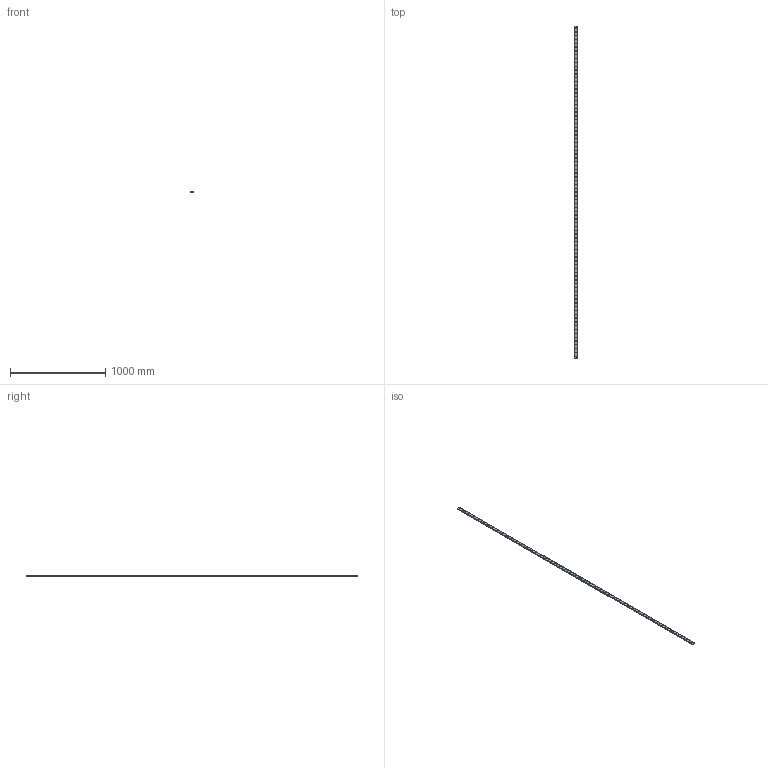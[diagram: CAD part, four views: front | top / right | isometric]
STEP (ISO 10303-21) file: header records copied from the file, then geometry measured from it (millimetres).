
FILE_DESCRIPTION(('STEP AP214'),'1');
FILE_NAME('cctmp_EA656A97-D872-481D-A032-17B542C82A30_2021_03_02_10_40_19_0632..stp','2021-03-02T09:40:20',('HIWIN GmbH'),('CADClick - www.CADClick.com'),'Spatial InterOp 3D',' ','unknown authorization');
FILE_SCHEMA(('AUTOMOTIVE_DESIGN'));
Length unit declared in the file: millimetre
Products named in the file (1): WER17R3480H_FILE
Bounding box: 33 x 3480 x 9.3 mm (x, y, z)
Volume: 961220.5 mm3; surface area: 340058.3 mm2
Topology: 1 solids, 1 shells, 1669 faces, 3423 edges, 2282 vertices
Faces by surface type: cylinder 1062, plane 607
Entity records: 58437 total; most frequent: DIRECTION 8887, CARTESIAN_POINT 7375, ORIENTED_EDGE 6846, AXIS2_PLACEMENT_3D 3794, EDGE_CURVE 3423, VERTEX_POINT 2282, EDGE_LOOP 2195, CIRCLE 2124
